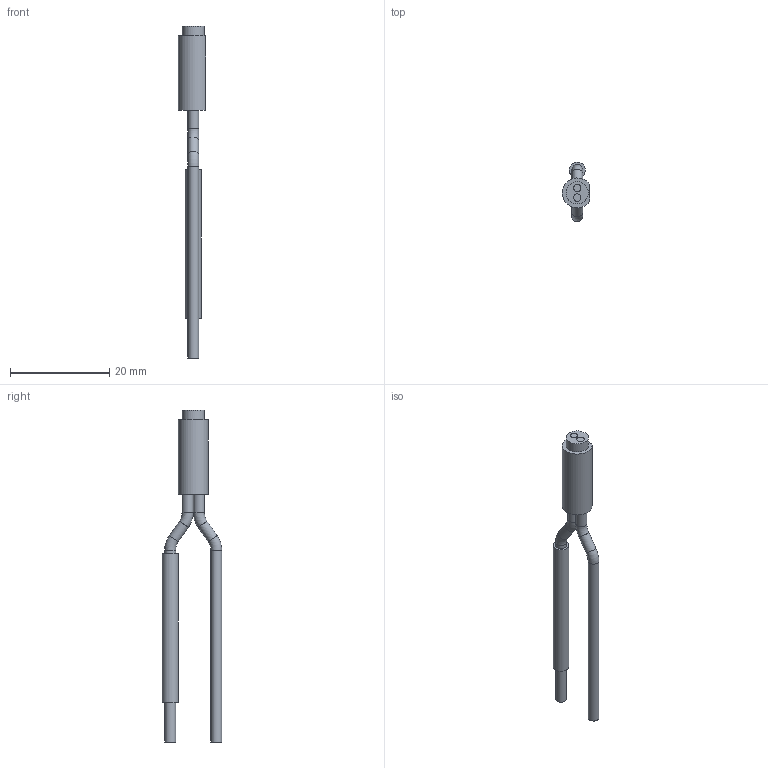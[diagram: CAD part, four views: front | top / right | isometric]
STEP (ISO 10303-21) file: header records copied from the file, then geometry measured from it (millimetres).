
FILE_DESCRIPTION(/* description */ (''),/* implementation_level */ '2;1');
FILE_NAME(/* name */ 'LT207001.stp',/* time_stamp */ '2016-10-06T14:07:25+02:00',/* author */ ('mitarbeiter'),/* organization */ (''),/* preprocessor_version */ 'ST-DEVELOPER v15.2',/* originating_system */ 'Autodesk Inventor 2014',/* authorisation */ '');
FILE_SCHEMA (('AUTOMOTIVE_DESIGN { 1 0 10303 214 3 1 1 }'));
Length unit declared in the file: millimetre
Products named in the file (2): LT207001_; LT207001
Bounding box: 5.5 x 12 x 67 mm (x, y, z)
Volume: 953.2 mm3; surface area: 1170.2 mm2
Topology: 1 solids, 1 shells, 26 faces, 49 edges, 32 vertices
Faces by surface type: cylinder 12, plane 10, torus 4
Full cylindrical faces by diameter (mm): 1.5 x2, 2.2 x7, 3.2 x1, 4.5 x1
Entity records: 570 total; most frequent: DIRECTION 110, CARTESIAN_POINT 83, ORIENTED_EDGE 56, AXIS2_PLACEMENT_3D 53, EDGE_LOOP 48, EDGE_CURVE 28, FACE_OUTER_BOUND 26, VERTEX_POINT 26
